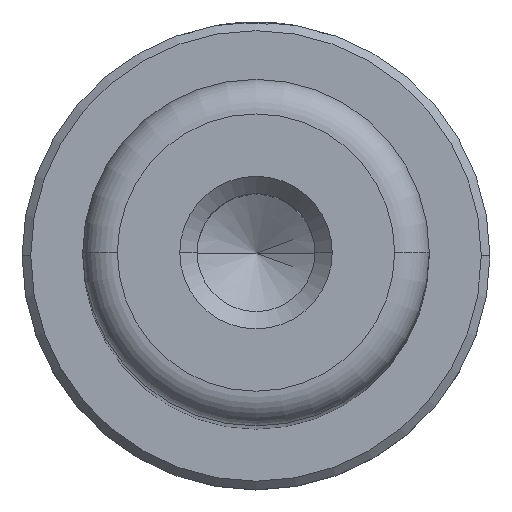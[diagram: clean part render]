
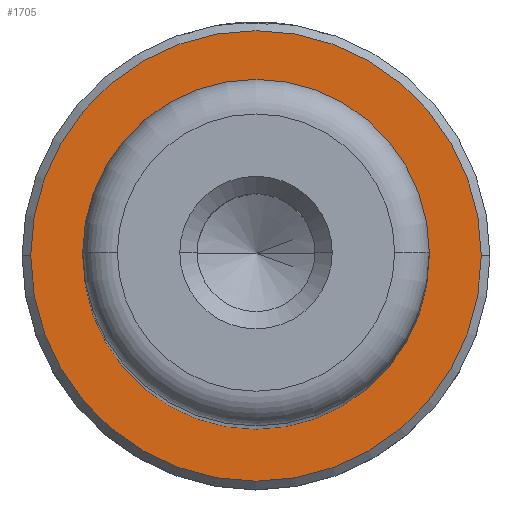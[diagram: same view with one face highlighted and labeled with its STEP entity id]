
A CAD part, top view. The second image highlights one B-rep face of the part: STEP entity #1705.
In plain terms, the highlighted planar face has unit normal (0, 0, 1).
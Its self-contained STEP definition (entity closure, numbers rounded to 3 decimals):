
#7 = ORIENTED_EDGE ( 'NONE', *, *, #1448, .T. ) ;
#72 = DIRECTION ( 'NONE',  ( -1., 0., 0. ) ) ;
#78 = DIRECTION ( 'NONE',  ( 0., 0., -1. ) ) ;
#89 = CARTESIAN_POINT ( 'NONE',  ( 0., 0., 18. ) ) ;
#175 = CARTESIAN_POINT ( 'NONE',  ( 0., 0., 18. ) ) ;
#190 = VERTEX_POINT ( 'NONE', #1951 ) ;
#310 = AXIS2_PLACEMENT_3D ( 'NONE', #89, #78, #72 ) ;
#351 = PLANE ( 'NONE',  #1521 ) ;
#493 = VERTEX_POINT ( 'NONE', #1059 ) ;
#540 = EDGE_CURVE ( 'NONE', #493, #190, #1492, .T. ) ;
#566 = CARTESIAN_POINT ( 'NONE',  ( -9.5, 0., 18. ) ) ;
#585 = VERTEX_POINT ( 'NONE', #596 ) ;
#589 = VERTEX_POINT ( 'NONE', #566 ) ;
#596 = CARTESIAN_POINT ( 'NONE',  ( 9.5, 0., 18. ) ) ;
#673 = CARTESIAN_POINT ( 'NONE',  ( 0., 0., 18. ) ) ;
#767 = EDGE_LOOP ( 'NONE', ( #1444, #1849 ) ) ;
#773 = DIRECTION ( 'NONE',  ( 1., 0., 0. ) ) ;
#777 = DIRECTION ( 'NONE',  ( 0., 0., 1. ) ) ;
#786 = CARTESIAN_POINT ( 'NONE',  ( 0., 0., 18. ) ) ;
#843 = DIRECTION ( 'NONE',  ( 1., 0., 0. ) ) ;
#874 = DIRECTION ( 'NONE',  ( 0., 0., 1. ) ) ;
#958 = ORIENTED_EDGE ( 'NONE', *, *, #1970, .T. ) ;
#973 = CARTESIAN_POINT ( 'NONE',  ( 0., 0., 18. ) ) ;
#1059 = CARTESIAN_POINT ( 'NONE',  ( -13., 0., 18. ) ) ;
#1126 = AXIS2_PLACEMENT_3D ( 'NONE', #973, #2067, #1135 ) ;
#1135 = DIRECTION ( 'NONE',  ( -1., 0., 0. ) ) ;
#1289 = CIRCLE ( 'NONE', #310, 9.5 ) ;
#1293 = EDGE_LOOP ( 'NONE', ( #958, #7 ) ) ;
#1444 = ORIENTED_EDGE ( 'NONE', *, *, #540, .T. ) ;
#1448 = EDGE_CURVE ( 'NONE', #585, #589, #1289, .T. ) ;
#1492 = CIRCLE ( 'NONE', #1694, 13. ) ;
#1521 = AXIS2_PLACEMENT_3D ( 'NONE', #175, #874, #1977 ) ;
#1593 = FACE_BOUND ( 'NONE', #1293, .T. ) ;
#1609 = CIRCLE ( 'NONE', #1126, 9.5 ) ;
#1694 = AXIS2_PLACEMENT_3D ( 'NONE', #786, #777, #773 ) ;
#1705 = ADVANCED_FACE ( 'NONE', ( #1936, #1593 ), #351, .T. ) ;
#1767 = AXIS2_PLACEMENT_3D ( 'NONE', #673, #1804, #843 ) ;
#1804 = DIRECTION ( 'NONE',  ( 0., 0., 1. ) ) ;
#1823 = CIRCLE ( 'NONE', #1767, 13. ) ;
#1849 = ORIENTED_EDGE ( 'NONE', *, *, #2058, .T. ) ;
#1936 = FACE_OUTER_BOUND ( 'NONE', #767, .T. ) ;
#1951 = CARTESIAN_POINT ( 'NONE',  ( 13., 0., 18. ) ) ;
#1970 = EDGE_CURVE ( 'NONE', #589, #585, #1609, .T. ) ;
#1977 = DIRECTION ( 'NONE',  ( 1., 0., 0. ) ) ;
#2058 = EDGE_CURVE ( 'NONE', #190, #493, #1823, .T. ) ;
#2067 = DIRECTION ( 'NONE',  ( 0., 0., -1. ) ) ;
